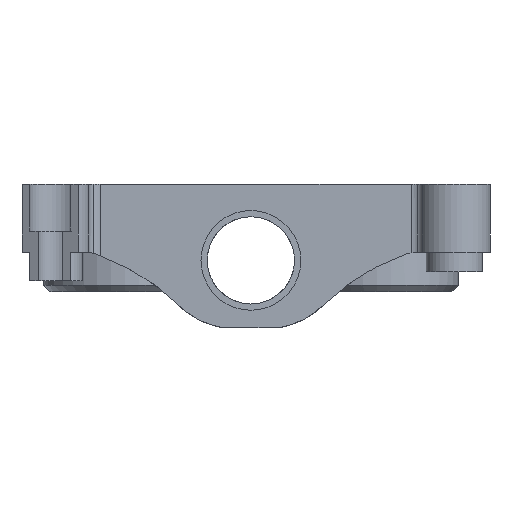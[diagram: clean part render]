
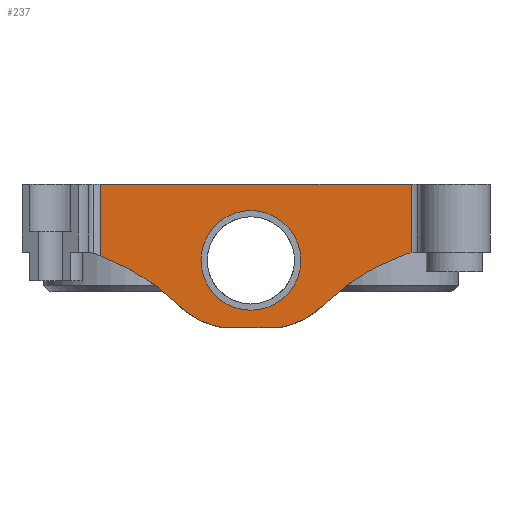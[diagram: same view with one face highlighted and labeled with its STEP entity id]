
A CAD part, front view. The second image highlights one B-rep face of the part: STEP entity #237.
In plain terms, the highlighted planar face has unit normal (0, -1, 0).
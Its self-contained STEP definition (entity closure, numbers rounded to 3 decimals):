
#57 = ORIENTED_EDGE ( 'NONE', *, *, #1553, .F. ) ;
#64 = VECTOR ( 'NONE', #7691, 1000. ) ;
#172 = DIRECTION ( 'NONE',  ( 0., 0., -1. ) ) ;
#176 = CARTESIAN_POINT ( 'NONE',  ( -2.262, -23., -9.83 ) ) ;
#237 = ADVANCED_FACE ( 'NONE', ( #6823, #6716 ), #6675, .T. ) ;
#437 = LINE ( 'NONE', #6025, #2412 ) ;
#486 = EDGE_CURVE ( 'NONE', #5354, #3181, #3674, .T. ) ;
#569 = ORIENTED_EDGE ( 'NONE', *, *, #628, .F. ) ;
#620 = EDGE_CURVE ( 'NONE', #3181, #5354, #7224, .T. ) ;
#628 = EDGE_CURVE ( 'NONE', #4030, #6667, #437, .T. ) ;
#701 = DIRECTION ( 'NONE',  ( 0., 1., 0. ) ) ;
#793 = DIRECTION ( 'NONE',  ( 0., -1., 0. ) ) ;
#801 = DIRECTION ( 'NONE',  ( 0., 0., -1. ) ) ;
#828 = VECTOR ( 'NONE', #3404, 1000. ) ;
#1041 = LINE ( 'NONE', #2767, #828 ) ;
#1100 = CARTESIAN_POINT ( 'NONE',  ( 26.556, -23., -15.9 ) ) ;
#1244 = DIRECTION ( 'NONE',  ( 0., 0., -1. ) ) ;
#1497 = DIRECTION ( 'NONE',  ( 0., -1., 0. ) ) ;
#1553 = EDGE_CURVE ( 'NONE', #2730, #1620, #1677, .T. ) ;
#1620 = VERTEX_POINT ( 'NONE', #7094 ) ;
#1677 = LINE ( 'NONE', #6584, #2509 ) ;
#1722 = DIRECTION ( 'NONE',  ( -0.165, 0., 0.986 ) ) ;
#1807 = AXIS2_PLACEMENT_3D ( 'NONE', #2742, #7577, #2157 ) ;
#1986 = EDGE_CURVE ( 'NONE', #2713, #6948, #3928, .T. ) ;
#2037 = AXIS2_PLACEMENT_3D ( 'NONE', #3806, #4490, #7495 ) ;
#2088 = ORIENTED_EDGE ( 'NONE', *, *, #7517, .T. ) ;
#2157 = DIRECTION ( 'NONE',  ( 0.699, 0., 0.715 ) ) ;
#2412 = VECTOR ( 'NONE', #7613, 1000. ) ;
#2468 = ORIENTED_EDGE ( 'NONE', *, *, #486, .T. ) ;
#2480 = ORIENTED_EDGE ( 'NONE', *, *, #4509, .T. ) ;
#2509 = VECTOR ( 'NONE', #1244, 1000. ) ;
#2610 = VERTEX_POINT ( 'NONE', #3646 ) ;
#2692 = CIRCLE ( 'NONE', #3707, 35.686 ) ;
#2713 = VERTEX_POINT ( 'NONE', #7441 ) ;
#2716 = EDGE_LOOP ( 'NONE', ( #57, #7074, #569, #2480, #7053, #7152, #2088, #7672, #3749 ) ) ;
#2730 = VERTEX_POINT ( 'NONE', #3839 ) ;
#2742 = CARTESIAN_POINT ( 'NONE',  ( -36.551, -23., -44.913 ) ) ;
#2767 = CARTESIAN_POINT ( 'NONE',  ( 27.83, -23., 0. ) ) ;
#2790 = AXIS2_PLACEMENT_3D ( 'NONE', #5467, #4015, #6652 ) ;
#2912 = EDGE_CURVE ( 'NONE', #2730, #6667, #1041, .T. ) ;
#3062 = CIRCLE ( 'NONE', #1807, 35.686 ) ;
#3089 = AXIS2_PLACEMENT_3D ( 'NONE', #1100, #7059, #1722 ) ;
#3181 = VERTEX_POINT ( 'NONE', #6249 ) ;
#3213 = VERTEX_POINT ( 'NONE', #6449 ) ;
#3226 = AXIS2_PLACEMENT_3D ( 'NONE', #4513, #1497, #801 ) ;
#3404 = DIRECTION ( 'NONE',  ( -1., 0., 0. ) ) ;
#3464 = CARTESIAN_POINT ( 'NONE',  ( 27.83, -23., -23. ) ) ;
#3541 = LINE ( 'NONE', #3464, #64 ) ;
#3646 = CARTESIAN_POINT ( 'NONE',  ( 4.566, -23., -23. ) ) ;
#3667 = AXIS2_PLACEMENT_3D ( 'NONE', #176, #793, #4346 ) ;
#3674 = CIRCLE ( 'NONE', #2037, 8. ) ;
#3688 = CARTESIAN_POINT ( 'NONE',  ( -4.566, -23., -23. ) ) ;
#3706 = DIRECTION ( 'NONE',  ( 0., -1., 0. ) ) ;
#3707 = AXIS2_PLACEMENT_3D ( 'NONE', #4960, #701, #3759 ) ;
#3749 = ORIENTED_EDGE ( 'NONE', *, *, #6772, .F. ) ;
#3759 = DIRECTION ( 'NONE',  ( -0.303, 0., 0.953 ) ) ;
#3806 = CARTESIAN_POINT ( 'NONE',  ( 0., -23., -12.2 ) ) ;
#3839 = CARTESIAN_POINT ( 'NONE',  ( 25.685, -23., 0. ) ) ;
#3912 = AXIS2_PLACEMENT_3D ( 'NONE', #4343, #3706, #172 ) ;
#3928 = CIRCLE ( 'NONE', #3667, 13.37 ) ;
#4015 = DIRECTION ( 'NONE',  ( 0., 1., 0. ) ) ;
#4030 = VERTEX_POINT ( 'NONE', #5509 ) ;
#4343 = CARTESIAN_POINT ( 'NONE',  ( 27.049, -23., 0. ) ) ;
#4346 = DIRECTION ( 'NONE',  ( -0.699, 0., -0.715 ) ) ;
#4490 = DIRECTION ( 'NONE',  ( 0., 1., 0. ) ) ;
#4509 = EDGE_CURVE ( 'NONE', #4030, #2713, #3062, .T. ) ;
#4513 = CARTESIAN_POINT ( 'NONE',  ( 2.262, -23., -9.83 ) ) ;
#4573 = EDGE_CURVE ( 'NONE', #2610, #6948, #3541, .T. ) ;
#4892 = CARTESIAN_POINT ( 'NONE',  ( 24.927, -23., -11.173 ) ) ;
#4960 = CARTESIAN_POINT ( 'NONE',  ( 36.551, -23., -44.913 ) ) ;
#4966 = ORIENTED_EDGE ( 'NONE', *, *, #620, .T. ) ;
#5354 = VERTEX_POINT ( 'NONE', #5918 ) ;
#5405 = EDGE_CURVE ( 'NONE', #3213, #6034, #2692, .T. ) ;
#5467 = CARTESIAN_POINT ( 'NONE',  ( 0., -23., -12.2 ) ) ;
#5509 = CARTESIAN_POINT ( 'NONE',  ( -24.05, -23., -11.488 ) ) ;
#5764 = CARTESIAN_POINT ( 'NONE',  ( -24.05, -23., 0. ) ) ;
#5918 = CARTESIAN_POINT ( 'NONE',  ( 0., -23., -4.2 ) ) ;
#6025 = CARTESIAN_POINT ( 'NONE',  ( -24.05, -23., 0. ) ) ;
#6034 = VERTEX_POINT ( 'NONE', #4892 ) ;
#6249 = CARTESIAN_POINT ( 'NONE',  ( 0., -23., -20.2 ) ) ;
#6449 = CARTESIAN_POINT ( 'NONE',  ( 11.607, -23., -19.392 ) ) ;
#6516 = CIRCLE ( 'NONE', #3089, 5. ) ;
#6584 = CARTESIAN_POINT ( 'NONE',  ( 25.685, -23., 0. ) ) ;
#6652 = DIRECTION ( 'NONE',  ( -1., 0., 0. ) ) ;
#6667 = VERTEX_POINT ( 'NONE', #5764 ) ;
#6675 = PLANE ( 'NONE',  #3912 ) ;
#6716 = FACE_OUTER_BOUND ( 'NONE', #2716, .T. ) ;
#6772 = EDGE_CURVE ( 'NONE', #1620, #6034, #6516, .T. ) ;
#6823 = FACE_BOUND ( 'NONE', #6862, .T. ) ;
#6862 = EDGE_LOOP ( 'NONE', ( #2468, #4966 ) ) ;
#6948 = VERTEX_POINT ( 'NONE', #3688 ) ;
#7053 = ORIENTED_EDGE ( 'NONE', *, *, #1986, .T. ) ;
#7059 = DIRECTION ( 'NONE',  ( 0., -1., 0. ) ) ;
#7074 = ORIENTED_EDGE ( 'NONE', *, *, #2912, .T. ) ;
#7094 = CARTESIAN_POINT ( 'NONE',  ( 25.685, -23., -10.976 ) ) ;
#7152 = ORIENTED_EDGE ( 'NONE', *, *, #4573, .F. ) ;
#7224 = CIRCLE ( 'NONE', #2790, 8. ) ;
#7441 = CARTESIAN_POINT ( 'NONE',  ( -11.607, -23., -19.392 ) ) ;
#7495 = DIRECTION ( 'NONE',  ( -1., 0., 0. ) ) ;
#7517 = EDGE_CURVE ( 'NONE', #2610, #3213, #7529, .T. ) ;
#7529 = CIRCLE ( 'NONE', #3226, 13.37 ) ;
#7577 = DIRECTION ( 'NONE',  ( 0., 1., 0. ) ) ;
#7613 = DIRECTION ( 'NONE',  ( 0., 0., 1. ) ) ;
#7672 = ORIENTED_EDGE ( 'NONE', *, *, #5405, .T. ) ;
#7691 = DIRECTION ( 'NONE',  ( -1., 0., 0. ) ) ;
